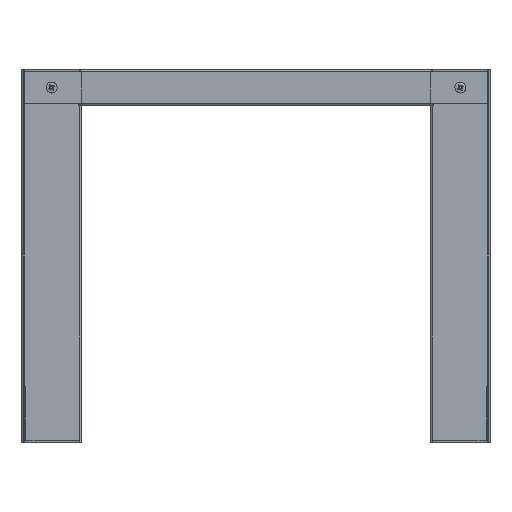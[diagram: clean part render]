
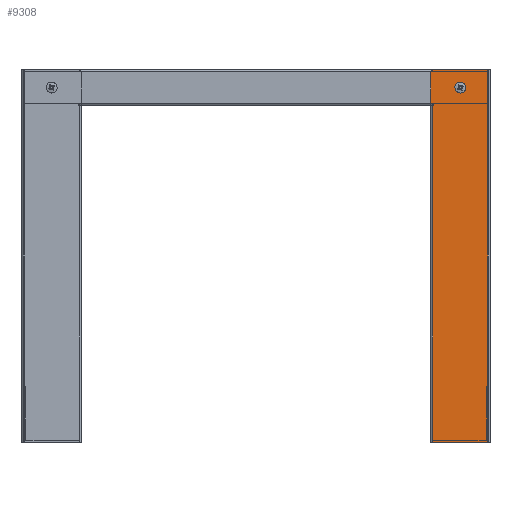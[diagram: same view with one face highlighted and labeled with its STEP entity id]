
A CAD part, front view. The second image highlights one B-rep face of the part: STEP entity #9308.
In plain terms, the highlighted face is planar.
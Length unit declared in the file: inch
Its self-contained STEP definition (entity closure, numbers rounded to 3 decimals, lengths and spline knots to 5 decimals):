
#164 = CARTESIAN_POINT ( 'NONE',  ( -0.07874, 1.25984, 7.79528 ) ) ;
#203 = VERTEX_POINT ( 'NONE', #2609 ) ;
#214 = ORIENTED_EDGE ( 'NONE', *, *, #11354, .F. ) ;
#347 = CARTESIAN_POINT ( 'NONE',  ( -0.07874, 1.13386, 6.43701 ) ) ;
#385 = CARTESIAN_POINT ( 'NONE',  ( -0.07874, 1.14173, 7.91339 ) ) ;
#415 = VERTEX_POINT ( 'NONE', #4977 ) ;
#500 = EDGE_CURVE ( 'NONE', #6201, #7782, #681, .T. ) ;
#627 = EDGE_LOOP ( 'NONE', ( #12137, #10506, #1742, #214, #5515, #3947, #1117, #9679, #4327 ) ) ;
#629 = CIRCLE ( 'NONE', #8234, 0.11811 ) ;
#653 = CARTESIAN_POINT ( 'NONE',  ( -0.07874, 1.13386, 6.39764 ) ) ;
#681 = LINE ( 'NONE', #5753, #8035 ) ;
#982 = CARTESIAN_POINT ( 'NONE',  ( -0.07874, 1.17323, -7.91339 ) ) ;
#1117 = ORIENTED_EDGE ( 'NONE', *, *, #6865, .T. ) ;
#1187 = DIRECTION ( 'NONE',  ( 0., 0., 1. ) ) ;
#1276 = PLANE ( 'NONE',  #10697 ) ;
#1278 = VERTEX_POINT ( 'NONE', #6301 ) ;
#1408 = FACE_BOUND ( 'NONE', #6032, .T. ) ;
#1735 = VECTOR ( 'NONE', #2136, 39.37008 ) ;
#1742 = ORIENTED_EDGE ( 'NONE', *, *, #10231, .F. ) ;
#1826 = CARTESIAN_POINT ( 'NONE',  ( -0.07874, 0., 7.30315 ) ) ;
#1855 = EDGE_CURVE ( 'NONE', #11609, #203, #8276, .T. ) ;
#1999 = LINE ( 'NONE', #8790, #10428 ) ;
#2053 = EDGE_CURVE ( 'NONE', #6201, #1278, #11388, .T. ) ;
#2126 = VERTEX_POINT ( 'NONE', #9278 ) ;
#2136 = DIRECTION ( 'NONE',  ( 0., 0., 1. ) ) ;
#2213 = ORIENTED_EDGE ( 'NONE', *, *, #1855, .T. ) ;
#2214 = LINE ( 'NONE', #347, #11119 ) ;
#2233 = VERTEX_POINT ( 'NONE', #10494 ) ;
#2245 = DIRECTION ( 'NONE',  ( 0., 0., 1. ) ) ;
#2609 = CARTESIAN_POINT ( 'NONE',  ( -0.07874, 0., 7.00787 ) ) ;
#2742 = VECTOR ( 'NONE', #1187, 39.37008 ) ;
#3114 = LINE ( 'NONE', #164, #3839 ) ;
#3332 = DIRECTION ( 'NONE',  ( 0., 0., 1. ) ) ;
#3438 = EDGE_CURVE ( 'NONE', #2126, #3730, #10824, .T. ) ;
#3551 = VECTOR ( 'NONE', #9216, 39.37008 ) ;
#3589 = DIRECTION ( 'NONE',  ( 1., 0., 0. ) ) ;
#3609 = CIRCLE ( 'NONE', #10987, 0.14764 ) ;
#3663 = DIRECTION ( 'NONE',  ( 1., 0., 0. ) ) ;
#3730 = VERTEX_POINT ( 'NONE', #653 ) ;
#3839 = VECTOR ( 'NONE', #7082, 39.37008 ) ;
#3947 = ORIENTED_EDGE ( 'NONE', *, *, #11766, .F. ) ;
#4173 = CARTESIAN_POINT ( 'NONE',  ( -0.07874, 1.14173, 7.79528 ) ) ;
#4199 = EDGE_CURVE ( 'NONE', #203, #11609, #3609, .T. ) ;
#4327 = ORIENTED_EDGE ( 'NONE', *, *, #500, .T. ) ;
#4482 = CARTESIAN_POINT ( 'NONE',  ( -0.07874, 1.25984, 7.79528 ) ) ;
#4616 = CARTESIAN_POINT ( 'NONE',  ( -0.07874, 0., 7.15551 ) ) ;
#4663 = CARTESIAN_POINT ( 'NONE',  ( -0.07874, 1.17323, 6.39764 ) ) ;
#4742 = DIRECTION ( 'NONE',  ( 0., 0., -1. ) ) ;
#4871 = CARTESIAN_POINT ( 'NONE',  ( -0.07874, 1.17323, -7.91339 ) ) ;
#4977 = CARTESIAN_POINT ( 'NONE',  ( -0.07874, 1.25984, 6.43701 ) ) ;
#5515 = ORIENTED_EDGE ( 'NONE', *, *, #3438, .F. ) ;
#5753 = CARTESIAN_POINT ( 'NONE',  ( -0.07874, -1.17323, 7.91339 ) ) ;
#6032 = EDGE_LOOP ( 'NONE', ( #7059, #2213 ) ) ;
#6091 = CARTESIAN_POINT ( 'NONE',  ( -0.07874, 0., 0. ) ) ;
#6126 = EDGE_CURVE ( 'NONE', #12390, #415, #3114, .T. ) ;
#6201 = VERTEX_POINT ( 'NONE', #7012 ) ;
#6301 = CARTESIAN_POINT ( 'NONE',  ( -0.07874, -1.17323, -7.91339 ) ) ;
#6407 = AXIS2_PLACEMENT_3D ( 'NONE', #12452, #3663, #7571 ) ;
#6760 = DIRECTION ( 'NONE',  ( 0., -1., 0. ) ) ;
#6771 = DIRECTION ( 'NONE',  ( 0., 1., 0. ) ) ;
#6865 = EDGE_CURVE ( 'NONE', #8294, #1278, #1999, .T. ) ;
#7012 = CARTESIAN_POINT ( 'NONE',  ( -0.07874, -1.17323, 7.91339 ) ) ;
#7059 = ORIENTED_EDGE ( 'NONE', *, *, #4199, .T. ) ;
#7082 = DIRECTION ( 'NONE',  ( 0., 0., -1. ) ) ;
#7571 = DIRECTION ( 'NONE',  ( 0., 0., 1. ) ) ;
#7763 = DIRECTION ( 'NONE',  ( 0., -1., 0. ) ) ;
#7782 = VERTEX_POINT ( 'NONE', #385 ) ;
#7799 = LINE ( 'NONE', #11713, #2742 ) ;
#8035 = VECTOR ( 'NONE', #6771, 39.37008 ) ;
#8121 = EDGE_CURVE ( 'NONE', #7782, #12390, #629, .T. ) ;
#8234 = AXIS2_PLACEMENT_3D ( 'NONE', #4173, #10077, #3332 ) ;
#8276 = CIRCLE ( 'NONE', #6407, 0.14764 ) ;
#8294 = VERTEX_POINT ( 'NONE', #4871 ) ;
#8721 = VECTOR ( 'NONE', #6760, 39.37008 ) ;
#8790 = CARTESIAN_POINT ( 'NONE',  ( -0.07874, 1.17323, -7.91339 ) ) ;
#9216 = DIRECTION ( 'NONE',  ( 0., 0., -1. ) ) ;
#9278 = CARTESIAN_POINT ( 'NONE',  ( -0.07874, 1.17323, 6.39764 ) ) ;
#9308 = ADVANCED_FACE ( 'NONE', ( #1408, #12108 ), #1276, .T. ) ;
#9679 = ORIENTED_EDGE ( 'NONE', *, *, #2053, .F. ) ;
#10077 = DIRECTION ( 'NONE',  ( -1., 0., 0. ) ) ;
#10231 = EDGE_CURVE ( 'NONE', #2233, #415, #2214, .T. ) ;
#10428 = VECTOR ( 'NONE', #7763, 39.37008 ) ;
#10494 = CARTESIAN_POINT ( 'NONE',  ( -0.07874, 1.13386, 6.43701 ) ) ;
#10506 = ORIENTED_EDGE ( 'NONE', *, *, #6126, .T. ) ;
#10697 = AXIS2_PLACEMENT_3D ( 'NONE', #6091, #11088, #2245 ) ;
#10824 = LINE ( 'NONE', #4663, #8721 ) ;
#10987 = AXIS2_PLACEMENT_3D ( 'NONE', #4616, #3589, #4742 ) ;
#11088 = DIRECTION ( 'NONE',  ( -1., 0., 0. ) ) ;
#11119 = VECTOR ( 'NONE', #11893, 39.37008 ) ;
#11354 = EDGE_CURVE ( 'NONE', #3730, #2233, #7799, .T. ) ;
#11388 = LINE ( 'NONE', #12349, #3551 ) ;
#11609 = VERTEX_POINT ( 'NONE', #1826 ) ;
#11713 = CARTESIAN_POINT ( 'NONE',  ( -0.07874, 1.13386, 6.39764 ) ) ;
#11766 = EDGE_CURVE ( 'NONE', #8294, #2126, #11829, .T. ) ;
#11829 = LINE ( 'NONE', #982, #1735 ) ;
#11893 = DIRECTION ( 'NONE',  ( 0., 1., 0. ) ) ;
#12108 = FACE_OUTER_BOUND ( 'NONE', #627, .T. ) ;
#12137 = ORIENTED_EDGE ( 'NONE', *, *, #8121, .T. ) ;
#12349 = CARTESIAN_POINT ( 'NONE',  ( -0.07874, -1.17323, 7.91339 ) ) ;
#12390 = VERTEX_POINT ( 'NONE', #4482 ) ;
#12452 = CARTESIAN_POINT ( 'NONE',  ( -0.07874, 0., 7.15551 ) ) ;
